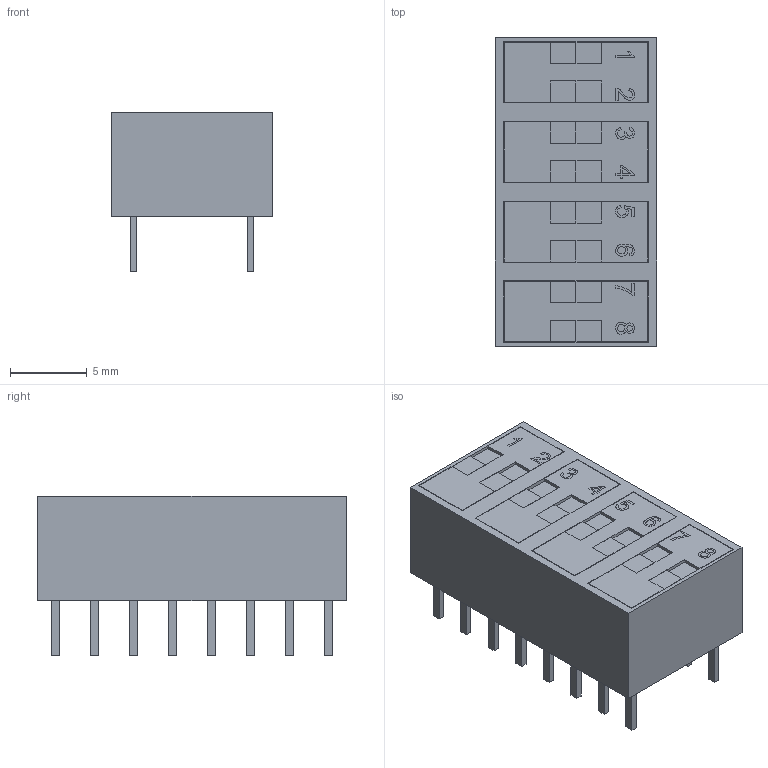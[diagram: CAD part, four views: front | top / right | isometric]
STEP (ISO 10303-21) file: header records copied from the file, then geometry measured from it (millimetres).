
FILE_DESCRIPTION((''),'2;1');
FILE_NAME('ERG_SDLS-8-024.stp','2011-04-04T12:41:30',(''),(''),'Mechanical Desktop 2011','Mechanical Desktop 2011',', , ');
FILE_SCHEMA(('AUTOMOTIVE_DESIGN { 1 2 10303 214 1 1 1 1 }'));
Length unit declared in the file: millimetre
Products named in the file (1): Product
Bounding box: 10.5 x 20.1 x 10.4 mm (x, y, z)
Volume: 1442.8 mm3; surface area: 1483.7 mm2
Topology: 45 solids, 45 shells, 1182 faces, 3232 edges, 2156 vertices
Faces by surface type: plane 1072, bspline 106, cylinder 4
Entity records: 36648 total; most frequent: CARTESIAN_POINT 6897, ORIENTED_EDGE 6456, DIRECTION 5390, EDGE_CURVE 3228, VECTOR 3220, LINE 3220, VERTEX_POINT 2152, EDGE_LOOP 1206
